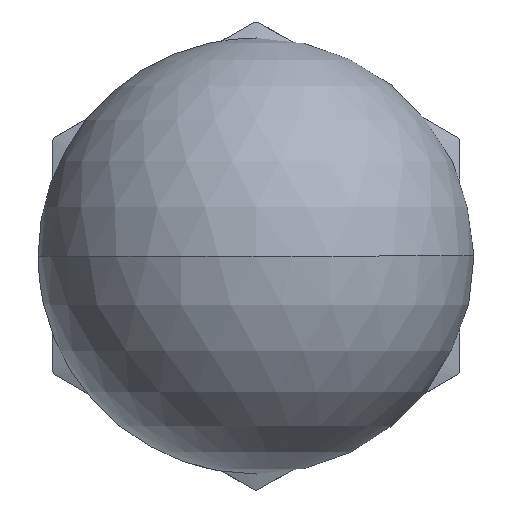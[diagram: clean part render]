
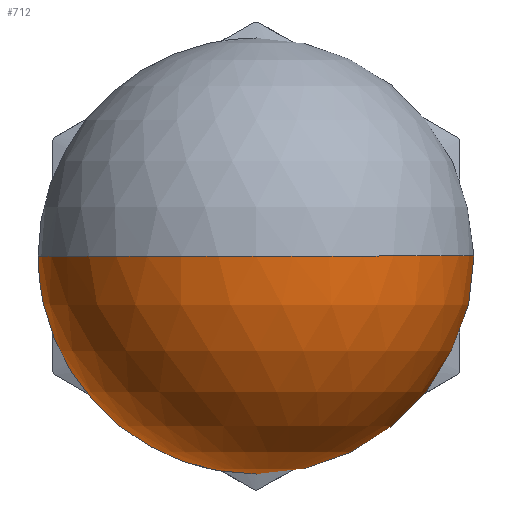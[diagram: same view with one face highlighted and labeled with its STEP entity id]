
A CAD part, front view. The second image highlights one B-rep face of the part: STEP entity #712.
In plain terms, the highlighted spherical face has radius 7.5 mm.
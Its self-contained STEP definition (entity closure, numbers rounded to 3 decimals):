
#5 = VERTEX_POINT ( 'NONE', #620 ) ;
#155 = CARTESIAN_POINT ( 'NONE',  ( 0., -14.5, 0. ) ) ;
#164 = CARTESIAN_POINT ( 'NONE',  ( 0., -14.5, 0. ) ) ;
#240 = CARTESIAN_POINT ( 'NONE',  ( 0., -14.5, 0. ) ) ;
#255 = SPHERICAL_SURFACE ( 'NONE', #942, 7.5 ) ;
#275 = DIRECTION ( 'NONE',  ( -1., 0., 0. ) ) ;
#282 = DIRECTION ( 'NONE',  ( 1., 0., 0. ) ) ;
#287 = FACE_OUTER_BOUND ( 'NONE', #905, .T. ) ;
#402 = CIRCLE ( 'NONE', #758, 6. ) ;
#412 = ORIENTED_EDGE ( 'NONE', *, *, #1090, .F. ) ;
#492 = DIRECTION ( 'NONE',  ( 0., 0., 1. ) ) ;
#498 = CARTESIAN_POINT ( 'NONE',  ( 0., -10., 0. ) ) ;
#620 = CARTESIAN_POINT ( 'NONE',  ( 6., -10., 0. ) ) ;
#622 = DIRECTION ( 'NONE',  ( -1., 0., 0. ) ) ;
#712 = ADVANCED_FACE ( 'NONE', ( #287 ), #255, .T. ) ;
#758 = AXIS2_PLACEMENT_3D ( 'NONE', #498, #1176, #622 ) ;
#778 = ORIENTED_EDGE ( 'NONE', *, *, #1239, .F. ) ;
#803 = CARTESIAN_POINT ( 'NONE',  ( 0., -22., 0. ) ) ;
#839 = VERTEX_POINT ( 'NONE', #865 ) ;
#865 = CARTESIAN_POINT ( 'NONE',  ( -6., -10., 0. ) ) ;
#881 = AXIS2_PLACEMENT_3D ( 'NONE', #155, #971, #275 ) ;
#905 = EDGE_LOOP ( 'NONE', ( #778, #1083, #412 ) ) ;
#927 = AXIS2_PLACEMENT_3D ( 'NONE', #164, #974, #282 ) ;
#942 = AXIS2_PLACEMENT_3D ( 'NONE', #240, #492, #1177 ) ;
#971 = DIRECTION ( 'NONE',  ( 0., 0., -1. ) ) ;
#974 = DIRECTION ( 'NONE',  ( 0., 0., 1. ) ) ;
#977 = VERTEX_POINT ( 'NONE', #803 ) ;
#1060 = CIRCLE ( 'NONE', #927, 7.5 ) ;
#1083 = ORIENTED_EDGE ( 'NONE', *, *, #1225, .T. ) ;
#1090 = EDGE_CURVE ( 'NONE', #5, #839, #402, .T. ) ;
#1175 = CIRCLE ( 'NONE', #881, 7.5 ) ;
#1176 = DIRECTION ( 'NONE',  ( 0., 1., 0. ) ) ;
#1177 = DIRECTION ( 'NONE',  ( -1., 0., 0. ) ) ;
#1225 = EDGE_CURVE ( 'NONE', #977, #839, #1175, .T. ) ;
#1239 = EDGE_CURVE ( 'NONE', #977, #5, #1060, .T. ) ;
